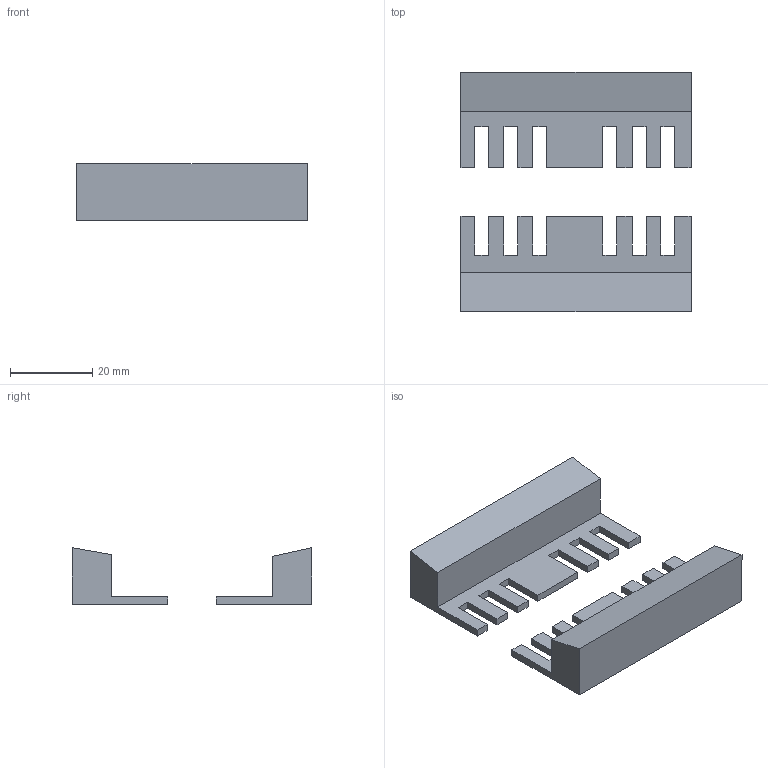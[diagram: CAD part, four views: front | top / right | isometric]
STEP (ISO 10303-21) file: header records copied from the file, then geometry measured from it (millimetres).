
FILE_DESCRIPTION(/* description */ (''),/* implementation_level */ '2;1');
FILE_NAME(/* name */ '416885 v1.step',/* time_stamp */ '2018-06-20T03:56:20+03:00',/* author */ (''),/* organization */ (''),/* preprocessor_version */ 'ST-DEVELOPER v17',/* originating_system */ 'Autodesk Translation Framework v7.1.0.215',/* authorisation */ '');
FILE_SCHEMA (('AUTOMOTIVE_DESIGN { 1 0 10303 214 3 1 1 }'));
Length unit declared in the file: millimetre
Products named in the file (2): 416885; 416885_1
Assembly tree (1 placements, depth 2):
  416885
    416885_1
Bounding box: 56 x 58.27 x 13.76 mm (x, y, z)
Volume: 15706.6 mm3; surface area: 8305.9 mm2
Topology: 2 solids, 2 shells, 64 faces, 180 edges, 120 vertices
Faces by surface type: plane 64
Entity records: 2076 total; most frequent: CARTESIAN_POINT 367, ORIENTED_EDGE 360, DIRECTION 314, LINE 180, VECTOR 180, EDGE_CURVE 180, VERTEX_POINT 120, AXIS2_PLACEMENT_3D 67
